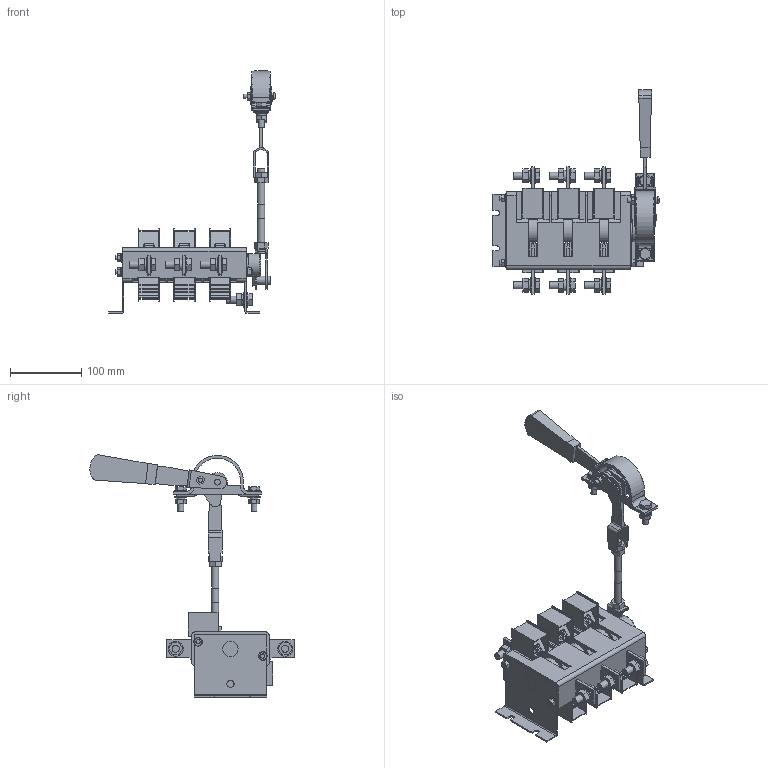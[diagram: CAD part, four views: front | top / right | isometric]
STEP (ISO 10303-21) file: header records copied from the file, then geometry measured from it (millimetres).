
FILE_DESCRIPTION (( 'STEP AP214' ), '1' );
FILE_NAME ('SRK01-121-400 Âûêëþ÷àòåëü-ðàçúåäèíèòåëü ÂÐ32È-37À31240 400À IEK.STEP', '2018-05-08T12:27:22', ( '' ), ( '' ), 'SwSTEP 2.0', 'SolidWorks 2014', '' );
FILE_SCHEMA (( 'AUTOMOTIVE_DESIGN' ));
Length unit declared in the file: millimetre
Products named in the file (1): SRK01-121-400 Âûêëþ÷àòåëü-ðàçúåäèíèòåëü ÂÐ32È-37À31240 400À IEK
Bounding box: 233.5 x 287.15 x 341.14 mm (x, y, z)
Volume: 989910.6 mm3; surface area: 351489.4 mm2
Topology: 32 solids, 33 shells, 1731 faces, 4787 edges, 3164 vertices
Faces by surface type: plane 1188, cylinder 538, torus 3, cone 1, bspline 1
Full cylindrical faces by diameter (mm): 6 x10, 6.1 x4, 6.2 x1, 7 x1, 7.2 x1, 8 x10, 8.2 x4, 9.2 x4, 9.998 x2, 10 x19, 10.3 x2, 10.4 x15, 11 x6, 11.364 x1, 12 x8, 12.4 x1, 12.5 x3, 15 x2, 17 x4, 18 x1, 21 x15, 21.3 x2, 21.5 x2, 22.3 x1, 32 x1
Entity records: 54870 total; most frequent: CARTESIAN_POINT 9940, ORIENTED_EDGE 9216, DIRECTION 9123, EDGE_CURVE 4608, VECTOR 3347, LINE 3347, VERTEX_POINT 3107, AXIS2_PLACEMENT_3D 2888
